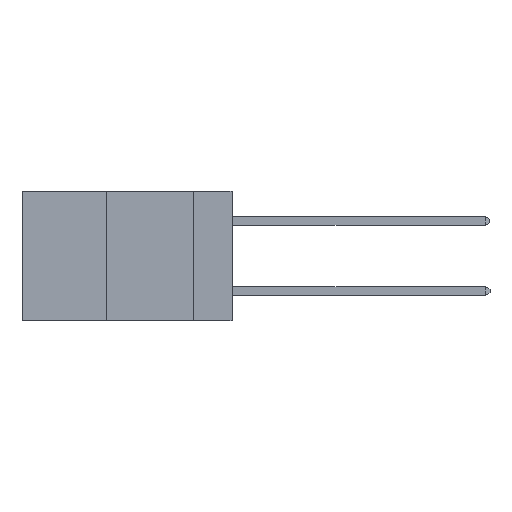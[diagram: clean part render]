
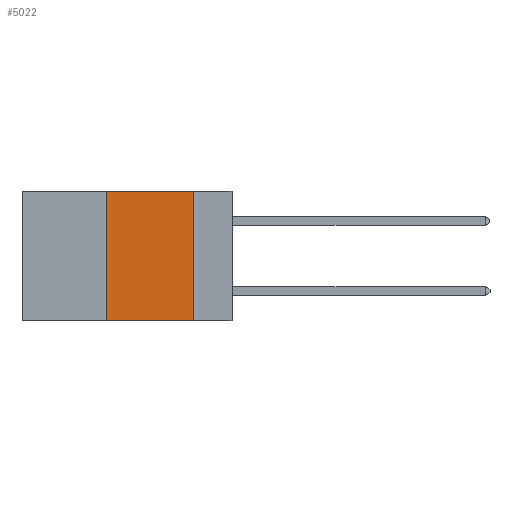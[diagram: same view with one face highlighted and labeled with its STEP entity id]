
A CAD part, left-side view. The second image highlights one B-rep face of the part: STEP entity #5022.
In plain terms, the highlighted planar face has unit normal (-1, 0, 0).
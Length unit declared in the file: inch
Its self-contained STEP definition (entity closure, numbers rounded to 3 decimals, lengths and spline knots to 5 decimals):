
#997 = CARTESIAN_POINT ( 'NONE',  ( 0., 0.6, 0. ) ) ;
#1821 = VECTOR ( 'NONE', #18024, 39.37008 ) ;
#2496 = DIRECTION ( 'NONE',  ( 0., -1., 0. ) ) ;
#3773 = ORIENTED_EDGE ( 'NONE', *, *, #11510, .T. ) ;
#4438 = EDGE_CURVE ( 'NONE', #17091, #7760, #7169, .T. ) ;
#5022 = ADVANCED_FACE ( 'NONE', ( #13995 ), #8574, .F. ) ;
#5531 = AXIS2_PLACEMENT_3D ( 'NONE', #5694, #7104, #16971 ) ;
#5694 = CARTESIAN_POINT ( 'NONE',  ( 0., 0.6, 0. ) ) ;
#6088 = CARTESIAN_POINT ( 'NONE',  ( 0., 0.36, -0.37 ) ) ;
#6703 = ORIENTED_EDGE ( 'NONE', *, *, #4438, .F. ) ;
#6771 = CARTESIAN_POINT ( 'NONE',  ( 0., 0.11, 0. ) ) ;
#7104 = DIRECTION ( 'NONE',  ( 1., 0., 0. ) ) ;
#7169 = LINE ( 'NONE', #7315, #14234 ) ;
#7315 = CARTESIAN_POINT ( 'NONE',  ( 0., 0.36, 0. ) ) ;
#7605 = EDGE_CURVE ( 'NONE', #7760, #15063, #15045, .T. ) ;
#7760 = VERTEX_POINT ( 'NONE', #10057 ) ;
#8317 = EDGE_CURVE ( 'NONE', #15063, #16062, #15672, .T. ) ;
#8574 = PLANE ( 'NONE',  #5531 ) ;
#8723 = EDGE_LOOP ( 'NONE', ( #17007, #17472, #6703, #3773 ) ) ;
#9398 = CARTESIAN_POINT ( 'NONE',  ( 0., 0.11, -0.37 ) ) ;
#10057 = CARTESIAN_POINT ( 'NONE',  ( 0., 0.36, 0. ) ) ;
#10842 = VECTOR ( 'NONE', #14602, 39.37008 ) ;
#11510 = EDGE_CURVE ( 'NONE', #17091, #16062, #14049, .T. ) ;
#13202 = CARTESIAN_POINT ( 'NONE',  ( 0., 0.6, -0.37 ) ) ;
#13586 = CARTESIAN_POINT ( 'NONE',  ( 0., 0.11, 0. ) ) ;
#13995 = FACE_OUTER_BOUND ( 'NONE', #8723, .T. ) ;
#14049 = LINE ( 'NONE', #13202, #10842 ) ;
#14234 = VECTOR ( 'NONE', #17154, 39.37008 ) ;
#14602 = DIRECTION ( 'NONE',  ( 0., -1., 0. ) ) ;
#14607 = VECTOR ( 'NONE', #2496, 39.37008 ) ;
#15045 = LINE ( 'NONE', #997, #14607 ) ;
#15063 = VERTEX_POINT ( 'NONE', #13586 ) ;
#15672 = LINE ( 'NONE', #6771, #1821 ) ;
#16062 = VERTEX_POINT ( 'NONE', #9398 ) ;
#16971 = DIRECTION ( 'NONE',  ( 0., 0., -1. ) ) ;
#17007 = ORIENTED_EDGE ( 'NONE', *, *, #8317, .F. ) ;
#17091 = VERTEX_POINT ( 'NONE', #6088 ) ;
#17154 = DIRECTION ( 'NONE',  ( 0., 0., 1. ) ) ;
#17472 = ORIENTED_EDGE ( 'NONE', *, *, #7605, .F. ) ;
#18024 = DIRECTION ( 'NONE',  ( 0., 0., -1. ) ) ;
